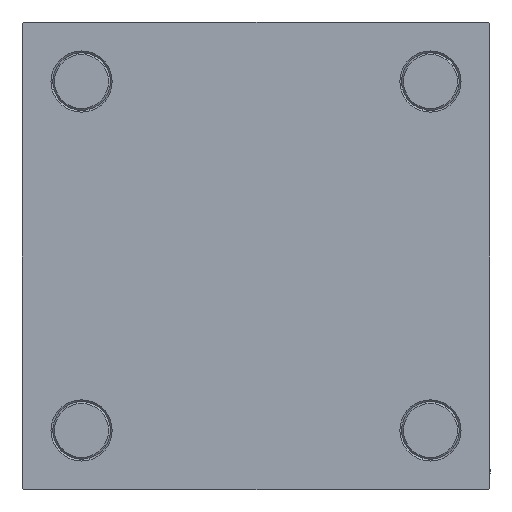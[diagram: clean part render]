
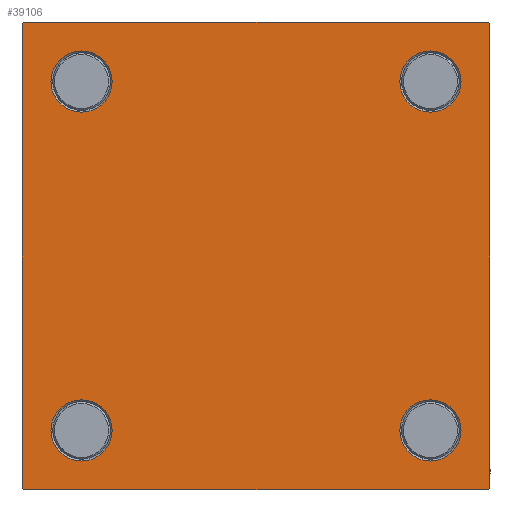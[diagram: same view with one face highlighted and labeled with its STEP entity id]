
A CAD part, left-side view. The second image highlights one B-rep face of the part: STEP entity #39106.
In plain terms, the highlighted planar face has unit normal (-1, 0, 0).
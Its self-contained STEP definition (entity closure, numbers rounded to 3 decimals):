
#532 = ORIENTED_EDGE ( 'NONE', *, *, #37710, .T. ) ;
#618 = EDGE_CURVE ( 'NONE', #17889, #38107, #20585, .T. ) ;
#850 = CARTESIAN_POINT ( 'NONE',  ( 0., 48.45, -56.95 ) ) ;
#864 = DIRECTION ( 'NONE',  ( 1., 0., 0. ) ) ;
#1231 = AXIS2_PLACEMENT_3D ( 'NONE', #47064, #20145, #4177 ) ;
#2997 = DIRECTION ( 'NONE',  ( 1., 0., 0. ) ) ;
#3660 = CIRCLE ( 'NONE', #1231, 8.5 ) ;
#4149 = ORIENTED_EDGE ( 'NONE', *, *, #7508, .T. ) ;
#4177 = DIRECTION ( 'NONE',  ( 0., 0., 1. ) ) ;
#4535 = EDGE_CURVE ( 'NONE', #9883, #34728, #29104, .T. ) ;
#4622 = VERTEX_POINT ( 'NONE', #43110 ) ;
#6607 = VECTOR ( 'NONE', #26924, 1000. ) ;
#6937 = ORIENTED_EDGE ( 'NONE', *, *, #43669, .F. ) ;
#7508 = EDGE_CURVE ( 'NONE', #4622, #33716, #13466, .T. ) ;
#7590 = CARTESIAN_POINT ( 'NONE',  ( 0., -48.45, 48.45 ) ) ;
#7780 = AXIS2_PLACEMENT_3D ( 'NONE', #21555, #21045, #12938 ) ;
#8041 = VERTEX_POINT ( 'NONE', #45496 ) ;
#8086 = EDGE_CURVE ( 'NONE', #40024, #17889, #33334, .T. ) ;
#8195 = DIRECTION ( 'NONE',  ( 0., -1., 0. ) ) ;
#8487 = CARTESIAN_POINT ( 'NONE',  ( 0., 48.45, -48.45 ) ) ;
#8488 = CIRCLE ( 'NONE', #35186, 8.5 ) ;
#8632 = PLANE ( 'NONE',  #41792 ) ;
#8921 = CARTESIAN_POINT ( 'NONE',  ( 0., 48.45, 39.95 ) ) ;
#9178 = DIRECTION ( 'NONE',  ( 0., -0.707, 0.707 ) ) ;
#9883 = VERTEX_POINT ( 'NONE', #32906 ) ;
#10151 = VERTEX_POINT ( 'NONE', #8921 ) ;
#10246 = DIRECTION ( 'NONE',  ( 0., -1., 0. ) ) ;
#10354 = ORIENTED_EDGE ( 'NONE', *, *, #43896, .T. ) ;
#10590 = VECTOR ( 'NONE', #44684, 1000. ) ;
#10896 = CIRCLE ( 'NONE', #32784, 8.5 ) ;
#10987 = CARTESIAN_POINT ( 'NONE',  ( 0., -48.45, -56.95 ) ) ;
#11675 = DIRECTION ( 'NONE',  ( -1., 0., 0. ) ) ;
#12191 = EDGE_CURVE ( 'NONE', #34728, #9883, #13049, .T. ) ;
#12896 = EDGE_CURVE ( 'NONE', #33716, #40024, #40266, .T. ) ;
#12938 = DIRECTION ( 'NONE',  ( 0., 0., 1. ) ) ;
#13033 = VERTEX_POINT ( 'NONE', #850 ) ;
#13049 = CIRCLE ( 'NONE', #21120, 8.5 ) ;
#13466 = LINE ( 'NONE', #37551, #10590 ) ;
#13515 = CARTESIAN_POINT ( 'NONE',  ( 0., -65., 65. ) ) ;
#13637 = EDGE_CURVE ( 'NONE', #45376, #38107, #34041, .T. ) ;
#13924 = ORIENTED_EDGE ( 'NONE', *, *, #30021, .T. ) ;
#14041 = ORIENTED_EDGE ( 'NONE', *, *, #8086, .T. ) ;
#14138 = EDGE_LOOP ( 'NONE', ( #4149, #35321, #14041, #17591, #33041, #13924, #6937, #14891 ) ) ;
#14220 = CARTESIAN_POINT ( 'NONE',  ( 0., -64.5, 65. ) ) ;
#14874 = AXIS2_PLACEMENT_3D ( 'NONE', #29884, #2997, #45612 ) ;
#14891 = ORIENTED_EDGE ( 'NONE', *, *, #31510, .T. ) ;
#15231 = CARTESIAN_POINT ( 'NONE',  ( 0., 48.45, 48.45 ) ) ;
#15624 = CARTESIAN_POINT ( 'NONE',  ( 0., -65., 64.5 ) ) ;
#16342 = DIRECTION ( 'NONE',  ( 0., 0., 1. ) ) ;
#16784 = CARTESIAN_POINT ( 'NONE',  ( 0., -64.75, -64.75 ) ) ;
#16806 = LINE ( 'NONE', #27969, #31290 ) ;
#17158 = EDGE_LOOP ( 'NONE', ( #45775, #10354 ) ) ;
#17287 = CARTESIAN_POINT ( 'NONE',  ( 0., -48.45, 48.45 ) ) ;
#17591 = ORIENTED_EDGE ( 'NONE', *, *, #618, .T. ) ;
#17889 = VERTEX_POINT ( 'NONE', #49056 ) ;
#18048 = VECTOR ( 'NONE', #49906, 1000. ) ;
#19527 = EDGE_CURVE ( 'NONE', #41444, #10151, #21372, .T. ) ;
#19663 = CARTESIAN_POINT ( 'NONE',  ( 0., -64.75, 64.75 ) ) ;
#20145 = DIRECTION ( 'NONE',  ( 1., 0., 0. ) ) ;
#20585 = LINE ( 'NONE', #16784, #24904 ) ;
#21035 = EDGE_LOOP ( 'NONE', ( #532, #47639 ) ) ;
#21045 = DIRECTION ( 'NONE',  ( 1., 0., 0. ) ) ;
#21120 = AXIS2_PLACEMENT_3D ( 'NONE', #17287, #41632, #44956 ) ;
#21150 = EDGE_CURVE ( 'NONE', #10151, #41444, #45750, .T. ) ;
#21330 = VECTOR ( 'NONE', #40216, 1000. ) ;
#21372 = CIRCLE ( 'NONE', #14874, 8.5 ) ;
#21472 = ORIENTED_EDGE ( 'NONE', *, *, #19527, .T. ) ;
#21555 = CARTESIAN_POINT ( 'NONE',  ( 0., 48.45, -48.45 ) ) ;
#21904 = CARTESIAN_POINT ( 'NONE',  ( 0., 65., -65. ) ) ;
#22714 = VECTOR ( 'NONE', #10246, 1000. ) ;
#23168 = CIRCLE ( 'NONE', #7780, 8.5 ) ;
#23334 = DIRECTION ( 'NONE',  ( 0., 0., 1. ) ) ;
#23440 = AXIS2_PLACEMENT_3D ( 'NONE', #7590, #23549, #50231 ) ;
#23549 = DIRECTION ( 'NONE',  ( 1., 0., 0. ) ) ;
#23584 = FACE_BOUND ( 'NONE', #21035, .T. ) ;
#24904 = VECTOR ( 'NONE', #9178, 1000. ) ;
#25208 = ORIENTED_EDGE ( 'NONE', *, *, #12191, .T. ) ;
#25904 = VERTEX_POINT ( 'NONE', #33530 ) ;
#26295 = AXIS2_PLACEMENT_3D ( 'NONE', #15231, #49763, #26408 ) ;
#26408 = DIRECTION ( 'NONE',  ( 0., 0., 1. ) ) ;
#26629 = VERTEX_POINT ( 'NONE', #28481 ) ;
#26749 = CARTESIAN_POINT ( 'NONE',  ( 0., 65., -64.5 ) ) ;
#26924 = DIRECTION ( 'NONE',  ( 0., 0., -1. ) ) ;
#27008 = CARTESIAN_POINT ( 'NONE',  ( 0., -48.45, -48.45 ) ) ;
#27398 = FACE_BOUND ( 'NONE', #33243, .T. ) ;
#27969 = CARTESIAN_POINT ( 'NONE',  ( 0., 65., 65. ) ) ;
#28287 = CARTESIAN_POINT ( 'NONE',  ( 0., 64.75, 64.75 ) ) ;
#28481 = CARTESIAN_POINT ( 'NONE',  ( 0., -48.45, -39.95 ) ) ;
#29094 = CARTESIAN_POINT ( 'NONE',  ( 0., 64.75, -64.75 ) ) ;
#29104 = CIRCLE ( 'NONE', #23440, 8.5 ) ;
#29884 = CARTESIAN_POINT ( 'NONE',  ( 0., 48.45, 48.45 ) ) ;
#30021 = EDGE_CURVE ( 'NONE', #45376, #41354, #47090, .T. ) ;
#30857 = VECTOR ( 'NONE', #44084, 1000. ) ;
#31290 = VECTOR ( 'NONE', #8195, 1000. ) ;
#31510 = EDGE_CURVE ( 'NONE', #25904, #4622, #37340, .T. ) ;
#32115 = ORIENTED_EDGE ( 'NONE', *, *, #4535, .T. ) ;
#32784 = AXIS2_PLACEMENT_3D ( 'NONE', #8487, #43502, #34618 ) ;
#32906 = CARTESIAN_POINT ( 'NONE',  ( 0., -48.45, 56.95 ) ) ;
#33041 = ORIENTED_EDGE ( 'NONE', *, *, #13637, .F. ) ;
#33243 = EDGE_LOOP ( 'NONE', ( #32115, #25208 ) ) ;
#33334 = LINE ( 'NONE', #21904, #22714 ) ;
#33530 = CARTESIAN_POINT ( 'NONE',  ( 0., 64.5, 65. ) ) ;
#33716 = VERTEX_POINT ( 'NONE', #26749 ) ;
#34041 = LINE ( 'NONE', #13515, #6607 ) ;
#34618 = DIRECTION ( 'NONE',  ( 0., 0., 1. ) ) ;
#34728 = VERTEX_POINT ( 'NONE', #46296 ) ;
#34752 = EDGE_CURVE ( 'NONE', #8041, #13033, #10896, .T. ) ;
#34762 = EDGE_CURVE ( 'NONE', #42629, #26629, #8488, .T. ) ;
#35186 = AXIS2_PLACEMENT_3D ( 'NONE', #27008, #864, #16342 ) ;
#35321 = ORIENTED_EDGE ( 'NONE', *, *, #12896, .T. ) ;
#35516 = FACE_BOUND ( 'NONE', #17158, .T. ) ;
#37340 = LINE ( 'NONE', #28287, #21330 ) ;
#37348 = CARTESIAN_POINT ( 'NONE',  ( 0., 64.5, -65. ) ) ;
#37551 = CARTESIAN_POINT ( 'NONE',  ( 0., 65., 65. ) ) ;
#37710 = EDGE_CURVE ( 'NONE', #26629, #42629, #3660, .T. ) ;
#38107 = VERTEX_POINT ( 'NONE', #38876 ) ;
#38876 = CARTESIAN_POINT ( 'NONE',  ( 0., -65., -64.5 ) ) ;
#39106 = ADVANCED_FACE ( 'NONE', ( #27398, #23584, #35516, #50016, #46438 ), #8632, .T. ) ;
#40024 = VERTEX_POINT ( 'NONE', #37348 ) ;
#40216 = DIRECTION ( 'NONE',  ( 0., 0.707, -0.707 ) ) ;
#40266 = LINE ( 'NONE', #29094, #30857 ) ;
#41354 = VERTEX_POINT ( 'NONE', #14220 ) ;
#41444 = VERTEX_POINT ( 'NONE', #47873 ) ;
#41632 = DIRECTION ( 'NONE',  ( 1., 0., 0. ) ) ;
#41792 = AXIS2_PLACEMENT_3D ( 'NONE', #42384, #11675, #23334 ) ;
#42384 = CARTESIAN_POINT ( 'NONE',  ( 0., 0., 0. ) ) ;
#42629 = VERTEX_POINT ( 'NONE', #10987 ) ;
#42672 = ORIENTED_EDGE ( 'NONE', *, *, #21150, .T. ) ;
#43064 = EDGE_LOOP ( 'NONE', ( #21472, #42672 ) ) ;
#43110 = CARTESIAN_POINT ( 'NONE',  ( 0., 65., 64.5 ) ) ;
#43502 = DIRECTION ( 'NONE',  ( 1., 0., 0. ) ) ;
#43669 = EDGE_CURVE ( 'NONE', #25904, #41354, #16806, .T. ) ;
#43896 = EDGE_CURVE ( 'NONE', #13033, #8041, #23168, .T. ) ;
#44084 = DIRECTION ( 'NONE',  ( 0., -0.707, -0.707 ) ) ;
#44684 = DIRECTION ( 'NONE',  ( 0., 0., -1. ) ) ;
#44956 = DIRECTION ( 'NONE',  ( 0., 0., 1. ) ) ;
#45376 = VERTEX_POINT ( 'NONE', #15624 ) ;
#45496 = CARTESIAN_POINT ( 'NONE',  ( 0., 48.45, -39.95 ) ) ;
#45612 = DIRECTION ( 'NONE',  ( 0., 0., 1. ) ) ;
#45750 = CIRCLE ( 'NONE', #26295, 8.5 ) ;
#45775 = ORIENTED_EDGE ( 'NONE', *, *, #34752, .T. ) ;
#46296 = CARTESIAN_POINT ( 'NONE',  ( 0., -48.45, 39.95 ) ) ;
#46438 = FACE_OUTER_BOUND ( 'NONE', #14138, .T. ) ;
#47064 = CARTESIAN_POINT ( 'NONE',  ( 0., -48.45, -48.45 ) ) ;
#47090 = LINE ( 'NONE', #19663, #18048 ) ;
#47639 = ORIENTED_EDGE ( 'NONE', *, *, #34762, .T. ) ;
#47873 = CARTESIAN_POINT ( 'NONE',  ( 0., 48.45, 56.95 ) ) ;
#49056 = CARTESIAN_POINT ( 'NONE',  ( 0., -64.5, -65. ) ) ;
#49763 = DIRECTION ( 'NONE',  ( 1., 0., 0. ) ) ;
#49906 = DIRECTION ( 'NONE',  ( 0., 0.707, 0.707 ) ) ;
#50016 = FACE_BOUND ( 'NONE', #43064, .T. ) ;
#50231 = DIRECTION ( 'NONE',  ( 0., 0., 1. ) ) ;
